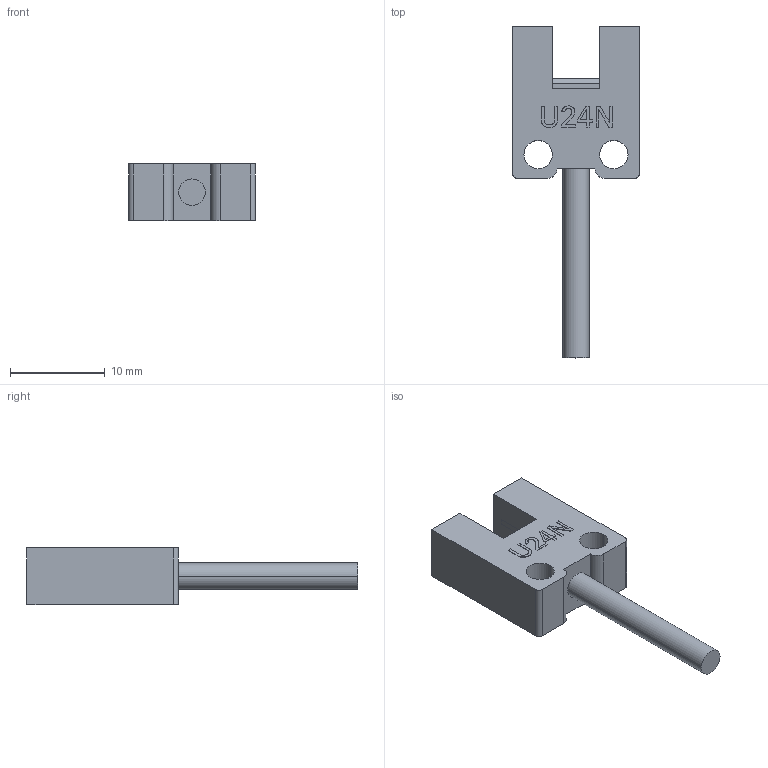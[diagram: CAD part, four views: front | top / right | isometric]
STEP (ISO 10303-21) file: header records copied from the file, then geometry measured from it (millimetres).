
FILE_DESCRIPTION((''),'2;1');
FILE_NAME('LU-U24','2022-04-15T09:20:08',('Administrator'),(''),'CREO PARAMETRIC BY PTC INC, 2021023','CREO PARAMETRIC BY PTC INC, 2021023','');
FILE_SCHEMA(('CONFIG_CONTROL_DESIGN'));
Length unit declared in the file: millimetre
Products named in the file (1): LU-U24
Bounding box: 13.4 x 35.1 x 6.05 mm (x, y, z)
Volume: 1124.6 mm3; surface area: 1052.8 mm2
Topology: 1 solids, 1 shells, 115 faces, 319 edges, 214 vertices
Faces by surface type: plane 77, extrusion 28, cylinder 10
Entity records: 3781 total; most frequent: CARTESIAN_POINT 870, ORIENTED_EDGE 638, DIRECTION 485, EDGE_CURVE 319, VECTOR 271, LINE 243, VERTEX_POINT 214, EDGE_LOOP 127
